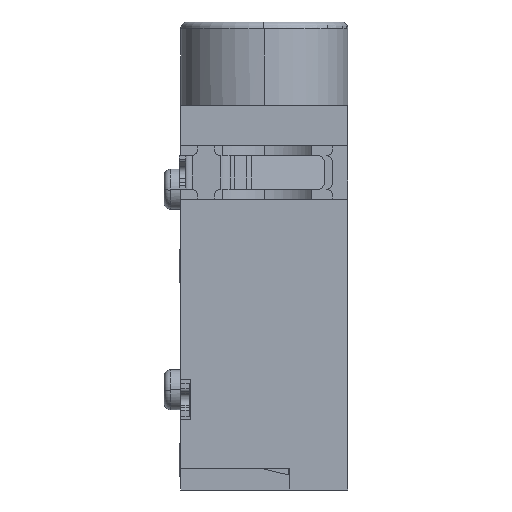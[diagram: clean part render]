
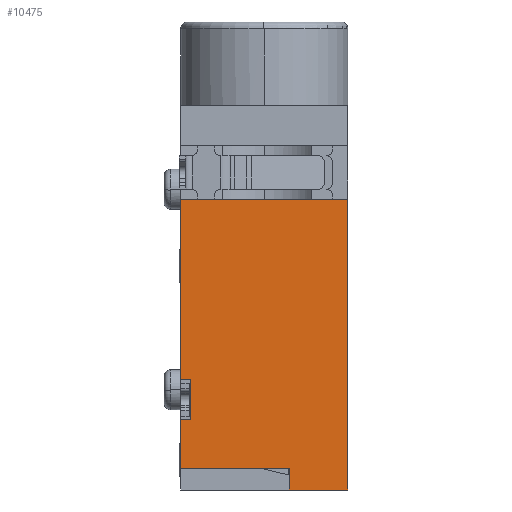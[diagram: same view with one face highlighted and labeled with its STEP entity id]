
A CAD part, left-side view. The second image highlights one B-rep face of the part: STEP entity #10475.
In plain terms, the highlighted planar face has unit normal (-1, 0, 0).
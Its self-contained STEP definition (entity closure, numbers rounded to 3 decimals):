
#443 = CARTESIAN_POINT ( 'NONE',  ( -3., -0.3, -3.6 ) ) ;
#517 = VERTEX_POINT ( 'NONE', #1033 ) ;
#971 = VERTEX_POINT ( 'NONE', #16498 ) ;
#1033 = CARTESIAN_POINT ( 'NONE',  ( -3., 0., -6.25 ) ) ;
#1072 = DIRECTION ( 'NONE',  ( 0., 0., 1. ) ) ;
#1137 = LINE ( 'NONE', #10054, #17007 ) ;
#1193 = CARTESIAN_POINT ( 'NONE',  ( -3., -3.25, -6.25 ) ) ;
#1313 = LINE ( 'NONE', #14599, #13352 ) ;
#1732 = ORIENTED_EDGE ( 'NONE', *, *, #18005, .F. ) ;
#1873 = CARTESIAN_POINT ( 'NONE',  ( -3., -3.25, -6.9 ) ) ;
#1971 = EDGE_LOOP ( 'NONE', ( #13017, #16996, #2269, #15994, #11368, #9339, #13997, #11466, #1732, #14683 ) ) ;
#2095 = DIRECTION ( 'NONE',  ( 0., 0., -1. ) ) ;
#2166 = CARTESIAN_POINT ( 'NONE',  ( -3., -0.3, -4.8 ) ) ;
#2269 = ORIENTED_EDGE ( 'NONE', *, *, #11340, .F. ) ;
#2554 = CARTESIAN_POINT ( 'NONE',  ( -3., -3.25, -6.9 ) ) ;
#2720 = LINE ( 'NONE', #4558, #10247 ) ;
#2881 = VERTEX_POINT ( 'NONE', #4933 ) ;
#3084 = DIRECTION ( 'NONE',  ( 0., 0., 1. ) ) ;
#3247 = LINE ( 'NONE', #443, #11365 ) ;
#3636 = EDGE_CURVE ( 'NONE', #971, #4008, #3247, .T. ) ;
#3759 = VERTEX_POINT ( 'NONE', #1193 ) ;
#3840 = VECTOR ( 'NONE', #12835, 1000. ) ;
#4008 = VERTEX_POINT ( 'NONE', #2166 ) ;
#4103 = LINE ( 'NONE', #2554, #5476 ) ;
#4211 = CARTESIAN_POINT ( 'NONE',  ( -3., -5., -6.9 ) ) ;
#4558 = CARTESIAN_POINT ( 'NONE',  ( -3., -0.3, -4.8 ) ) ;
#4933 = CARTESIAN_POINT ( 'NONE',  ( -3., -5., 1.8 ) ) ;
#5052 = VERTEX_POINT ( 'NONE', #12157 ) ;
#5057 = PLANE ( 'NONE',  #10656 ) ;
#5476 = VECTOR ( 'NONE', #18929, 1000. ) ;
#5656 = EDGE_CURVE ( 'NONE', #15609, #2881, #1137, .T. ) ;
#6518 = FACE_OUTER_BOUND ( 'NONE', #1971, .T. ) ;
#7394 = EDGE_CURVE ( 'NONE', #4008, #14458, #2720, .T. ) ;
#7908 = EDGE_CURVE ( 'NONE', #971, #5052, #1313, .T. ) ;
#8292 = VECTOR ( 'NONE', #11644, 1000. ) ;
#8640 = DIRECTION ( 'NONE',  ( 0., 1., 0. ) ) ;
#8737 = LINE ( 'NONE', #19099, #12017 ) ;
#8742 = DIRECTION ( 'NONE',  ( 0., -1., 0. ) ) ;
#8837 = CARTESIAN_POINT ( 'NONE',  ( -3., 0., 1.8 ) ) ;
#8881 = DIRECTION ( 'NONE',  ( 0., 1., 0. ) ) ;
#8931 = VECTOR ( 'NONE', #17900, 1000. ) ;
#9339 = ORIENTED_EDGE ( 'NONE', *, *, #3636, .T. ) ;
#10015 = LINE ( 'NONE', #15922, #3840 ) ;
#10054 = CARTESIAN_POINT ( 'NONE',  ( -3., -5., -6.9 ) ) ;
#10247 = VECTOR ( 'NONE', #8640, 1000. ) ;
#10444 = CARTESIAN_POINT ( 'NONE',  ( -3., 0., -6.25 ) ) ;
#10475 = ADVANCED_FACE ( 'NONE', ( #6518 ), #5057, .T. ) ;
#10656 = AXIS2_PLACEMENT_3D ( 'NONE', #12141, #18247, #10975 ) ;
#10970 = EDGE_CURVE ( 'NONE', #3759, #12760, #10015, .T. ) ;
#10975 = DIRECTION ( 'NONE',  ( 0., 0., 1. ) ) ;
#11298 = CARTESIAN_POINT ( 'NONE',  ( -3., 0., -4.8 ) ) ;
#11340 = EDGE_CURVE ( 'NONE', #11881, #2881, #14560, .T. ) ;
#11365 = VECTOR ( 'NONE', #2095, 1000. ) ;
#11368 = ORIENTED_EDGE ( 'NONE', *, *, #7908, .F. ) ;
#11466 = ORIENTED_EDGE ( 'NONE', *, *, #18961, .F. ) ;
#11644 = DIRECTION ( 'NONE',  ( 0., 1., 0. ) ) ;
#11881 = VERTEX_POINT ( 'NONE', #19073 ) ;
#12017 = VECTOR ( 'NONE', #1072, 1000. ) ;
#12141 = CARTESIAN_POINT ( 'NONE',  ( -3., 0., -6.9 ) ) ;
#12157 = CARTESIAN_POINT ( 'NONE',  ( -3., 0., -3.6 ) ) ;
#12760 = VERTEX_POINT ( 'NONE', #1873 ) ;
#12835 = DIRECTION ( 'NONE',  ( 0., 0., -1. ) ) ;
#13008 = LINE ( 'NONE', #15819, #8292 ) ;
#13017 = ORIENTED_EDGE ( 'NONE', *, *, #17702, .T. ) ;
#13352 = VECTOR ( 'NONE', #8881, 1000. ) ;
#13997 = ORIENTED_EDGE ( 'NONE', *, *, #7394, .T. ) ;
#14458 = VERTEX_POINT ( 'NONE', #11298 ) ;
#14560 = LINE ( 'NONE', #8837, #17458 ) ;
#14599 = CARTESIAN_POINT ( 'NONE',  ( -3., -0.3, -3.6 ) ) ;
#14683 = ORIENTED_EDGE ( 'NONE', *, *, #10970, .T. ) ;
#15609 = VERTEX_POINT ( 'NONE', #4211 ) ;
#15819 = CARTESIAN_POINT ( 'NONE',  ( -3., -3.25, -6.25 ) ) ;
#15922 = CARTESIAN_POINT ( 'NONE',  ( -3., -3.25, -6.25 ) ) ;
#15994 = ORIENTED_EDGE ( 'NONE', *, *, #16928, .F. ) ;
#16498 = CARTESIAN_POINT ( 'NONE',  ( -3., -0.3, -3.6 ) ) ;
#16928 = EDGE_CURVE ( 'NONE', #5052, #11881, #8737, .T. ) ;
#16996 = ORIENTED_EDGE ( 'NONE', *, *, #5656, .T. ) ;
#17007 = VECTOR ( 'NONE', #3084, 1000. ) ;
#17458 = VECTOR ( 'NONE', #8742, 1000. ) ;
#17702 = EDGE_CURVE ( 'NONE', #12760, #15609, #4103, .T. ) ;
#17900 = DIRECTION ( 'NONE',  ( 0., 0., 1. ) ) ;
#18005 = EDGE_CURVE ( 'NONE', #3759, #517, #13008, .T. ) ;
#18247 = DIRECTION ( 'NONE',  ( -1., 0., 0. ) ) ;
#18929 = DIRECTION ( 'NONE',  ( 0., -1., 0. ) ) ;
#18961 = EDGE_CURVE ( 'NONE', #517, #14458, #19158, .T. ) ;
#19073 = CARTESIAN_POINT ( 'NONE',  ( -3., 0., 1.8 ) ) ;
#19099 = CARTESIAN_POINT ( 'NONE',  ( -3., 0., -3.6 ) ) ;
#19158 = LINE ( 'NONE', #10444, #8931 ) ;
